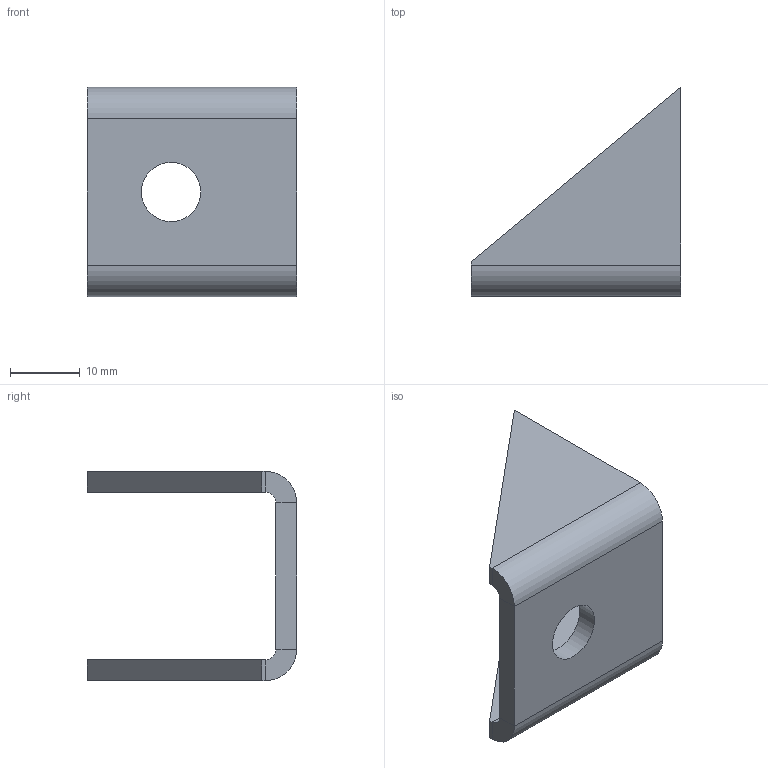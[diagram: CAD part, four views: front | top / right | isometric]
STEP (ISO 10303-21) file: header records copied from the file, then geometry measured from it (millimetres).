
FILE_DESCRIPTION(/* description */ (''),/* implementation_level */ '2;1');
FILE_NAME(/* name */ 'STAFFA_FISSAGGIO_SEDILI_6.stp',/* time_stamp */ '2016-06-02T11:16:11+02:00',/* author */ (''),/* organization */ (''),/* preprocessor_version */ 'ST-DEVELOPER v16.5',/* originating_system */ 'Autodesk Translation Framework v5.0.0.3310',/* authorisation */ '');
FILE_SCHEMA (('AUTOMOTIVE_DESIGN { 1 0 10303 214 3 1 1 }'));
Length unit declared in the file: centimetre
Products named in the file (1): STAFFA_FISSAGGIO_SEDILI_6
Bounding box: 30 x 30 x 30 mm (x, y, z)
Volume: 4908 mm3; surface area: 3925 mm2
Topology: 1 solids, 1 shells, 23 faces, 47 edges, 26 vertices
Faces by surface type: plane 18, cylinder 5
Full cylindrical faces by diameter (mm): 8.5 x1
Entity records: 606 total; most frequent: DIRECTION 104, CARTESIAN_POINT 96, ORIENTED_EDGE 92, EDGE_CURVE 46, LINE 36, VECTOR 36, AXIS2_PLACEMENT_3D 34, EDGE_LOOP 26
